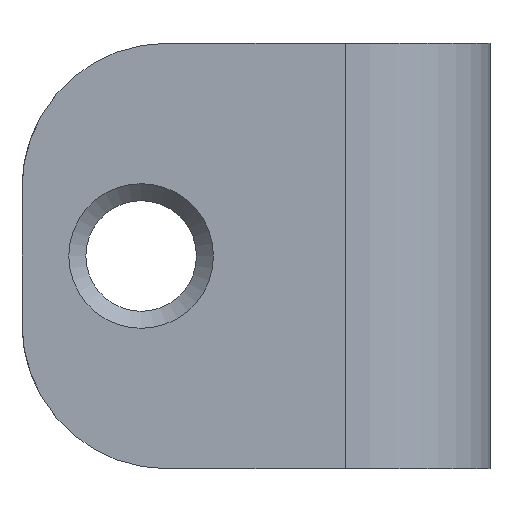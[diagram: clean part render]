
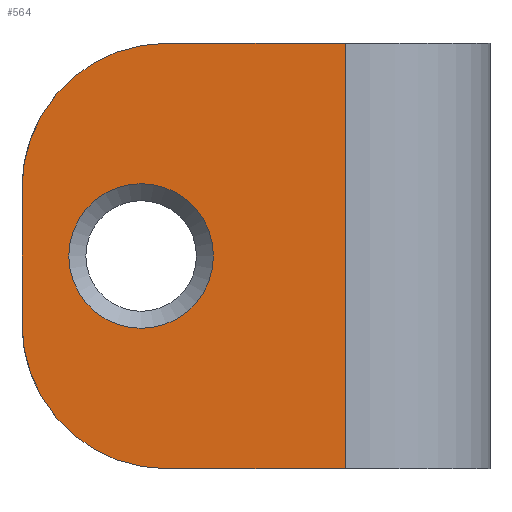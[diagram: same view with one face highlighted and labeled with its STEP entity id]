
A CAD part, front view. The second image highlights one B-rep face of the part: STEP entity #564.
In plain terms, the highlighted planar face has unit normal (0, -1, 0).
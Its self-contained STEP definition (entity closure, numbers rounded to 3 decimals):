
#25=FACE_BOUND('',#126,.T.);
#42=CIRCLE('',#617,17.);
#47=CIRCLE('',#629,17.);
#51=CIRCLE('',#636,8.5);
#91=FACE_OUTER_BOUND('',#125,.T.);
#125=EDGE_LOOP('',(#485,#486,#487,#488,#489,#490));
#126=EDGE_LOOP('',(#491));
#170=LINE('',#946,#215);
#178=LINE('',#977,#223);
#179=LINE('',#979,#224);
#180=LINE('',#980,#225);
#215=VECTOR('',#750,10.);
#223=VECTOR('',#784,10.);
#224=VECTOR('',#785,10.);
#225=VECTOR('',#786,10.);
#258=VERTEX_POINT('',#919);
#259=VERTEX_POINT('',#921);
#265=VERTEX_POINT('',#944);
#267=VERTEX_POINT('',#950);
#273=VERTEX_POINT('',#968);
#275=VERTEX_POINT('',#976);
#276=VERTEX_POINT('',#978);
#322=EDGE_CURVE('',#258,#259,#42,.T.);
#334=EDGE_CURVE('',#265,#258,#170,.T.);
#337=EDGE_CURVE('',#267,#265,#47,.T.);
#345=EDGE_CURVE('',#273,#273,#51,.T.);
#349=EDGE_CURVE('',#275,#267,#178,.T.);
#350=EDGE_CURVE('',#276,#275,#179,.T.);
#351=EDGE_CURVE('',#259,#276,#180,.T.);
#485=ORIENTED_EDGE('',*,*,#337,.F.);
#486=ORIENTED_EDGE('',*,*,#349,.F.);
#487=ORIENTED_EDGE('',*,*,#350,.F.);
#488=ORIENTED_EDGE('',*,*,#351,.F.);
#489=ORIENTED_EDGE('',*,*,#322,.F.);
#490=ORIENTED_EDGE('',*,*,#334,.F.);
#491=ORIENTED_EDGE('',*,*,#345,.F.);
#538=PLANE('',#639);
#564=ADVANCED_FACE('',(#91,#25),#538,.F.);
#617=AXIS2_PLACEMENT_3D('',#922,#722,#723);
#629=AXIS2_PLACEMENT_3D('',#952,#756,#757);
#636=AXIS2_PLACEMENT_3D('',#969,#774,#775);
#639=AXIS2_PLACEMENT_3D('',#975,#782,#783);
#722=DIRECTION('center_axis',(0.,1.,0.));
#723=DIRECTION('ref_axis',(-0.707,0.,0.707));
#750=DIRECTION('',(0.,0.,1.));
#756=DIRECTION('center_axis',(0.,1.,0.));
#757=DIRECTION('ref_axis',(-0.707,0.,-0.707));
#774=DIRECTION('center_axis',(0.,-1.,0.));
#775=DIRECTION('ref_axis',(1.,0.,0.));
#782=DIRECTION('center_axis',(0.,1.,0.));
#783=DIRECTION('ref_axis',(0.,0.,1.));
#784=DIRECTION('',(-1.,0.,0.));
#785=DIRECTION('',(0.,0.,-1.));
#786=DIRECTION('',(1.,0.,0.));
#919=CARTESIAN_POINT('',(-55.,0.,-17.));
#921=CARTESIAN_POINT('',(-38.,0.,0.));
#922=CARTESIAN_POINT('Origin',(-38.,0.,-17.));
#944=CARTESIAN_POINT('',(-55.,0.,-33.));
#946=CARTESIAN_POINT('',(-55.,0.,-50.));
#950=CARTESIAN_POINT('',(-38.,0.,-50.));
#952=CARTESIAN_POINT('Origin',(-38.,0.,-33.));
#968=CARTESIAN_POINT('',(-49.5,0.,-25.));
#969=CARTESIAN_POINT('Origin',(-41.,0.,-25.));
#975=CARTESIAN_POINT('Origin',(-27.5,0.,-25.));
#976=CARTESIAN_POINT('',(-17.,0.,-50.));
#977=CARTESIAN_POINT('',(0.,0.,-50.));
#978=CARTESIAN_POINT('',(-17.,0.,0.));
#979=CARTESIAN_POINT('',(-17.,0.,-12.5));
#980=CARTESIAN_POINT('',(-55.,0.,0.));
